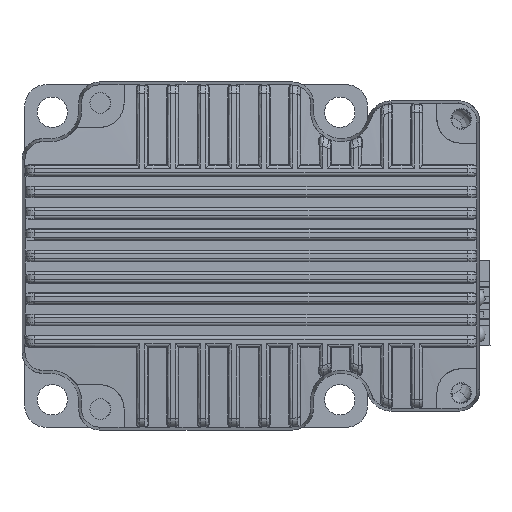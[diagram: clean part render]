
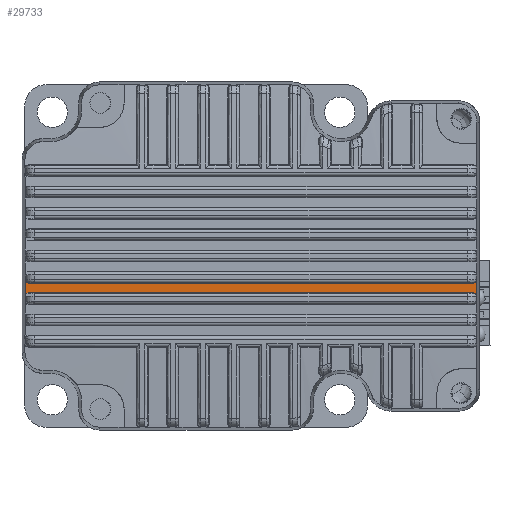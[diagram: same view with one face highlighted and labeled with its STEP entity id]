
A CAD part, front view. The second image highlights one B-rep face of the part: STEP entity #29733.
In plain terms, the highlighted cylindrical face has radius 272.359 mm (diameter 544.717 mm), a partial arc.
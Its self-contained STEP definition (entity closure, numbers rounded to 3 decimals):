
#280 = CARTESIAN_POINT ( 'NONE',  ( -17.212, -108.073, 55.042 ) ) ;
#832 = CARTESIAN_POINT ( 'NONE',  ( 56.386, -108.114, 57.1 ) ) ;
#4171 = CARTESIAN_POINT ( 'NONE',  ( 56.886, -108.12, 57.468 ) ) ;
#4520 = DIRECTION ( 'NONE',  ( 1., 0., 0. ) ) ;
#4643 = CARTESIAN_POINT ( 'NONE',  ( -16.972, -108.115, 57.154 ) ) ;
#4849 = CARTESIAN_POINT ( 'NONE',  ( -17.211, -108.11, 56.747 ) ) ;
#5051 = CARTESIAN_POINT ( 'NONE',  ( 56.886, -108.073, 55.042 ) ) ;
#5238 = EDGE_CURVE ( 'NONE', #19543, #25912, #25870, .T. ) ;
#6352 = CARTESIAN_POINT ( 'NONE',  ( 184.931, -108.114, 57.1 ) ) ;
#6368 = CARTESIAN_POINT ( 'NONE',  ( -16.973, -108.083, 55.487 ) ) ;
#6419 = DIRECTION ( 'NONE',  ( -1., 0., 0. ) ) ;
#6426 = CARTESIAN_POINT ( 'NONE',  ( -17.211, -108.122, 57.6 ) ) ;
#6538 = DIRECTION ( 'NONE',  ( 0., 0., 1. ) ) ;
#6839 = CARTESIAN_POINT ( 'NONE',  ( -16.712, -108.084, 55.541 ) ) ;
#7341 = CARTESIAN_POINT ( 'NONE',  ( -17.212, -108.073, 55.042 ) ) ;
#7687 = CARTESIAN_POINT ( 'NONE',  ( -16.711, -108.114, 57.1 ) ) ;
#9348 = CARTESIAN_POINT ( 'NONE',  ( -16.712, -108.084, 55.541 ) ) ;
#9660 = EDGE_CURVE ( 'NONE', #16387, #17787, #15938, .T. ) ;
#10191 = CARTESIAN_POINT ( 'NONE',  ( -16.711, -108.114, 57.1 ) ) ;
#10251 = EDGE_CURVE ( 'NONE', #13041, #25912, #29524, .T. ) ;
#10546 = CARTESIAN_POINT ( 'NONE',  ( 184.931, -108.084, 55.541 ) ) ;
#10672 = CARTESIAN_POINT ( 'NONE',  ( -17.157, -108.118, 57.339 ) ) ;
#10719 = CARTESIAN_POINT ( 'NONE',  ( 56.886, -108.076, 55.174 ) ) ;
#11548 = EDGE_CURVE ( 'NONE', #17787, #17671, #20189, .T. ) ;
#12679 = AXIS2_PLACEMENT_3D ( 'NONE', #24496, #6419, #6538 ) ;
#13041 = VERTEX_POINT ( 'NONE', #30581 ) ;
#13214 = CARTESIAN_POINT ( 'NONE',  ( 56.647, -108.115, 57.154 ) ) ;
#13614 = CARTESIAN_POINT ( 'NONE',  ( 56.832, -108.079, 55.303 ) ) ;
#13696 = CARTESIAN_POINT ( 'NONE',  ( -17.211, -108.122, 57.6 ) ) ;
#13754 = CARTESIAN_POINT ( 'NONE',  ( 56.648, -108.083, 55.487 ) ) ;
#15938 = LINE ( 'NONE', #6352, #37000 ) ;
#16233 = CARTESIAN_POINT ( 'NONE',  ( 56.386, -108.114, 57.1 ) ) ;
#16387 = VERTEX_POINT ( 'NONE', #832 ) ;
#16510 = ORIENTED_EDGE ( 'NONE', *, *, #31147, .T. ) ;
#16733 = CARTESIAN_POINT ( 'NONE',  ( 56.886, -108.122, 57.6 ) ) ;
#16765 = CARTESIAN_POINT ( 'NONE',  ( 56.386, -108.084, 55.541 ) ) ;
#16854 = CARTESIAN_POINT ( 'NONE',  ( 56.886, -108.11, 56.747 ) ) ;
#17671 = VERTEX_POINT ( 'NONE', #6426 ) ;
#17787 = VERTEX_POINT ( 'NONE', #10191 ) ;
#19394 = B_SPLINE_CURVE_WITH_KNOTS ( 'NONE', 3,
 ( #25121, #4171, #31137, #13214, #34167, #16233 ),
 .UNSPECIFIED., .F., .F.,
 ( 4, 2, 4 ),
 ( 0., 0., 0.001 ),
 .UNSPECIFIED. ) ;
#19543 = VERTEX_POINT ( 'NONE', #6839 ) ;
#20001 = CARTESIAN_POINT ( 'NONE',  ( 56.886, -108.122, 57.6 ) ) ;
#20189 = B_SPLINE_CURVE_WITH_KNOTS ( 'NONE', 3,
 ( #7687, #25611, #4643, #10672, #31610, #13696 ),
 .UNSPECIFIED., .F., .F.,
 ( 4, 2, 4 ),
 ( 0., 0., 0.001 ),
 .UNSPECIFIED. ) ;
#21232 = ORIENTED_EDGE ( 'NONE', *, *, #10251, .F. ) ;
#21944 = FACE_OUTER_BOUND ( 'NONE', #37998, .T. ) ;
#22959 = ORIENTED_EDGE ( 'NONE', *, *, #37109, .T. ) ;
#22979 = B_SPLINE_CURVE_WITH_KNOTS ( 'NONE', 3,
 ( #280, #30174, #24295, #6368, #27303, #9348 ),
 .UNSPECIFIED., .F., .F.,
 ( 4, 2, 4 ),
 ( 0., 0., 0.001 ),
 .UNSPECIFIED. ) ;
#23016 = CARTESIAN_POINT ( 'NONE',  ( 56.886, -108.093, 55.894 ) ) ;
#23613 = CARTESIAN_POINT ( 'NONE',  ( -17.212, -108.073, 55.042 ) ) ;
#24285 = DIRECTION ( 'NONE',  ( -1., 0., 0. ) ) ;
#24295 = CARTESIAN_POINT ( 'NONE',  ( -17.158, -108.079, 55.303 ) ) ;
#24496 = CARTESIAN_POINT ( 'NONE',  ( 184.931, 164.208, 61.57 ) ) ;
#24835 = VERTEX_POINT ( 'NONE', #23613 ) ;
#25121 = CARTESIAN_POINT ( 'NONE',  ( 56.886, -108.122, 57.6 ) ) ;
#25611 = CARTESIAN_POINT ( 'NONE',  ( -16.843, -108.114, 57.1 ) ) ;
#25806 = CARTESIAN_POINT ( 'NONE',  ( -17.211, -108.122, 57.6 ) ) ;
#25870 = LINE ( 'NONE', #10546, #32877 ) ;
#25912 = VERTEX_POINT ( 'NONE', #33694 ) ;
#27303 = CARTESIAN_POINT ( 'NONE',  ( -16.844, -108.084, 55.541 ) ) ;
#28687 =( BOUNDED_CURVE ( )  B_SPLINE_CURVE ( 3, ( #20001, #16854, #23016, #5051 ),
 .UNSPECIFIED., .F., .T. ) 
 B_SPLINE_CURVE_WITH_KNOTS ( ( 4, 4 ),
 ( 0.015, 0.024 ),
 .UNSPECIFIED. ) 
 CURVE ( )  GEOMETRIC_REPRESENTATION_ITEM ( )  RATIONAL_B_SPLINE_CURVE ( ( 1., 1., 1., 1. ) ) 
 REPRESENTATION_ITEM ( '' )  );
#29524 = B_SPLINE_CURVE_WITH_KNOTS ( 'NONE', 3,
 ( #31664, #10719, #13614, #13754, #34696, #16765 ),
 .UNSPECIFIED., .F., .F.,
 ( 4, 2, 4 ),
 ( 0., 0., 0.001 ),
 .UNSPECIFIED. ) ;
#29733 = ADVANCED_FACE ( 'NONE', ( #21944 ), #36914, .T. ) ;
#30149 = VERTEX_POINT ( 'NONE', #16733 ) ;
#30174 = CARTESIAN_POINT ( 'NONE',  ( -17.212, -108.076, 55.174 ) ) ;
#30331 = ORIENTED_EDGE ( 'NONE', *, *, #38375, .F. ) ;
#30581 = CARTESIAN_POINT ( 'NONE',  ( 56.886, -108.073, 55.042 ) ) ;
#31137 = CARTESIAN_POINT ( 'NONE',  ( 56.831, -108.118, 57.339 ) ) ;
#31147 = EDGE_CURVE ( 'NONE', #30149, #16387, #19394, .T. ) ;
#31505 = ORIENTED_EDGE ( 'NONE', *, *, #5238, .T. ) ;
#31610 = CARTESIAN_POINT ( 'NONE',  ( -17.211, -108.12, 57.468 ) ) ;
#31664 = CARTESIAN_POINT ( 'NONE',  ( 56.886, -108.073, 55.042 ) ) ;
#32252 = ORIENTED_EDGE ( 'NONE', *, *, #11548, .T. ) ;
#32877 = VECTOR ( 'NONE', #4520, 1000. ) ;
#33694 = CARTESIAN_POINT ( 'NONE',  ( 56.386, -108.084, 55.541 ) ) ;
#34167 = CARTESIAN_POINT ( 'NONE',  ( 56.518, -108.114, 57.1 ) ) ;
#34504 =( BOUNDED_CURVE ( )  B_SPLINE_CURVE ( 3, ( #7341, #37712, #4849, #25806 ),
 .UNSPECIFIED., .F., .F. ) 
 B_SPLINE_CURVE_WITH_KNOTS ( ( 4, 4 ),
 ( 3.118, 3.127 ),
 .UNSPECIFIED. ) 
 CURVE ( )  GEOMETRIC_REPRESENTATION_ITEM ( )  RATIONAL_B_SPLINE_CURVE ( ( 1., 1., 1., 1. ) ) 
 REPRESENTATION_ITEM ( '' )  );
#34534 = ORIENTED_EDGE ( 'NONE', *, *, #37857, .F. ) ;
#34696 = CARTESIAN_POINT ( 'NONE',  ( 56.518, -108.084, 55.541 ) ) ;
#36674 = ORIENTED_EDGE ( 'NONE', *, *, #9660, .T. ) ;
#36914 = CYLINDRICAL_SURFACE ( 'NONE', #12679, 272.359 ) ;
#37000 = VECTOR ( 'NONE', #24285, 1000. ) ;
#37109 = EDGE_CURVE ( 'NONE', #24835, #19543, #22979, .T. ) ;
#37712 = CARTESIAN_POINT ( 'NONE',  ( -17.211, -108.093, 55.894 ) ) ;
#37857 = EDGE_CURVE ( 'NONE', #24835, #17671, #34504, .T. ) ;
#37998 = EDGE_LOOP ( 'NONE', ( #34534, #22959, #31505, #21232, #30331, #16510, #36674, #32252 ) ) ;
#38375 = EDGE_CURVE ( 'NONE', #30149, #13041, #28687, .T. ) ;
